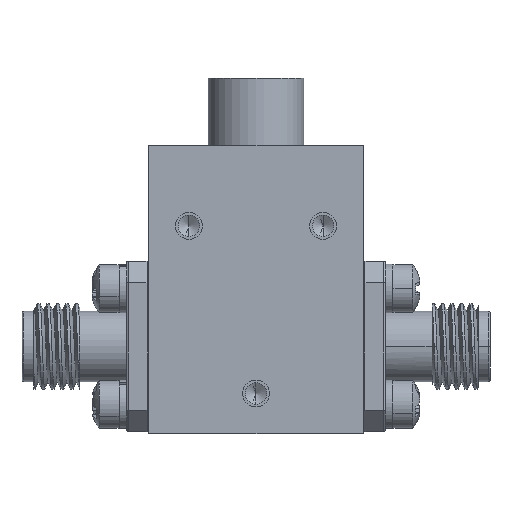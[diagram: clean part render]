
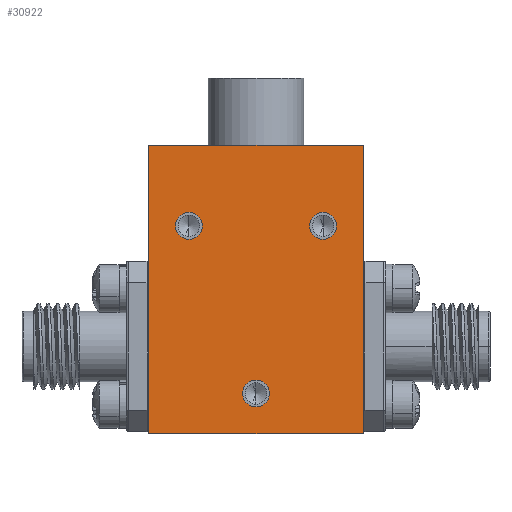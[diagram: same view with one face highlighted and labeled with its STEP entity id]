
A CAD part, front view. The second image highlights one B-rep face of the part: STEP entity #30922.
In plain terms, the highlighted planar face has unit normal (0, -1, 0).
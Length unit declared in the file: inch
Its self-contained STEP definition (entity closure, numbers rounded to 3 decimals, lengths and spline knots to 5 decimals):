
#1137 = DIRECTION ( 'NONE',  ( 0., -1., 0. ) ) ;
#1284 = VERTEX_POINT ( 'NONE', #21695 ) ;
#2203 = DIRECTION ( 'NONE',  ( 0., -1., 0. ) ) ;
#2247 = CIRCLE ( 'NONE', #4174, 0.03937 ) ;
#2364 = FACE_BOUND ( 'NONE', #19629, .T. ) ;
#2386 = EDGE_CURVE ( 'NONE', #8312, #30115, #24767, .T. ) ;
#2548 = CIRCLE ( 'NONE', #20919, 0.03937 ) ;
#2584 = CARTESIAN_POINT ( 'NONE',  ( -0.03737, -0.21877, -0.81824 ) ) ;
#2590 = EDGE_LOOP ( 'NONE', ( #8678, #14521 ) ) ;
#2848 = CARTESIAN_POINT ( 'NONE',  ( -0.66737, -0.21877, 0.02776 ) ) ;
#3239 = LINE ( 'NONE', #12939, #20240 ) ;
#3508 = ORIENTED_EDGE ( 'NONE', *, *, #10891, .F. ) ;
#4174 = AXIS2_PLACEMENT_3D ( 'NONE', #12112, #26796, #11780 ) ;
#4361 = VERTEX_POINT ( 'NONE', #14009 ) ;
#4952 = CIRCLE ( 'NONE', #22285, 0.03937 ) ;
#5027 = EDGE_CURVE ( 'NONE', #31139, #1284, #27453, .T. ) ;
#5235 = DIRECTION ( 'NONE',  ( 1., 0., 0. ) ) ;
#5259 = CARTESIAN_POINT ( 'NONE',  ( -0.54937, -0.21877, -0.24761 ) ) ;
#5675 = LINE ( 'NONE', #27574, #11508 ) ;
#7022 = DIRECTION ( 'NONE',  ( 0., -1., 0. ) ) ;
#7212 = CARTESIAN_POINT ( 'NONE',  ( -0.66737, -0.21877, 0.02776 ) ) ;
#8232 = AXIS2_PLACEMENT_3D ( 'NONE', #2848, #2203, #10722 ) ;
#8312 = VERTEX_POINT ( 'NONE', #8663 ) ;
#8433 = EDGE_CURVE ( 'NONE', #14756, #13671, #2548, .T. ) ;
#8484 = DIRECTION ( 'NONE',  ( 0., 0., -1. ) ) ;
#8531 = AXIS2_PLACEMENT_3D ( 'NONE', #29440, #19552, #29606 ) ;
#8663 = CARTESIAN_POINT ( 'NONE',  ( -0.35237, -0.21877, -0.73961 ) ) ;
#8678 = ORIENTED_EDGE ( 'NONE', *, *, #8433, .F. ) ;
#9330 = CARTESIAN_POINT ( 'NONE',  ( -0.54937, -0.21877, -0.20824 ) ) ;
#9433 = ORIENTED_EDGE ( 'NONE', *, *, #2386, .F. ) ;
#9932 = FACE_BOUND ( 'NONE', #15194, .T. ) ;
#10431 = DIRECTION ( 'NONE',  ( 0., -1., 0. ) ) ;
#10722 = DIRECTION ( 'NONE',  ( 0., 0., -1. ) ) ;
#10891 = EDGE_CURVE ( 'NONE', #1284, #15216, #3239, .T. ) ;
#11254 = VERTEX_POINT ( 'NONE', #19663 ) ;
#11508 = VECTOR ( 'NONE', #27740, 39.37008 ) ;
#11780 = DIRECTION ( 'NONE',  ( 0., 0., -1. ) ) ;
#11973 = ORIENTED_EDGE ( 'NONE', *, *, #12675, .F. ) ;
#12112 = CARTESIAN_POINT ( 'NONE',  ( -0.15537, -0.21877, -0.20824 ) ) ;
#12385 = FACE_BOUND ( 'NONE', #2590, .T. ) ;
#12412 = EDGE_CURVE ( 'NONE', #13671, #14756, #12733, .T. ) ;
#12675 = EDGE_CURVE ( 'NONE', #11254, #4361, #2247, .T. ) ;
#12719 = DIRECTION ( 'NONE',  ( 0., 0., -1. ) ) ;
#12733 = CIRCLE ( 'NONE', #8531, 0.03937 ) ;
#12794 = EDGE_CURVE ( 'NONE', #30115, #8312, #30066, .T. ) ;
#12939 = CARTESIAN_POINT ( 'NONE',  ( -0.03737, -0.21877, 0.02776 ) ) ;
#13220 = ORIENTED_EDGE ( 'NONE', *, *, #5027, .F. ) ;
#13671 = VERTEX_POINT ( 'NONE', #30263 ) ;
#14009 = CARTESIAN_POINT ( 'NONE',  ( -0.15537, -0.21877, -0.24761 ) ) ;
#14384 = DIRECTION ( 'NONE',  ( 0., -1., 0. ) ) ;
#14521 = ORIENTED_EDGE ( 'NONE', *, *, #12412, .F. ) ;
#14551 = DIRECTION ( 'NONE',  ( 0., 0., -1. ) ) ;
#14756 = VERTEX_POINT ( 'NONE', #5259 ) ;
#15194 = EDGE_LOOP ( 'NONE', ( #15333, #11973 ) ) ;
#15216 = VERTEX_POINT ( 'NONE', #2584 ) ;
#15333 = ORIENTED_EDGE ( 'NONE', *, *, #15700, .F. ) ;
#15700 = EDGE_CURVE ( 'NONE', #4361, #11254, #4952, .T. ) ;
#15831 = AXIS2_PLACEMENT_3D ( 'NONE', #26946, #14384, #14551 ) ;
#16245 = DIRECTION ( 'NONE',  ( 0., 0., -1. ) ) ;
#17493 = CARTESIAN_POINT ( 'NONE',  ( -0.35237, -0.21877, -0.66087 ) ) ;
#17566 = EDGE_LOOP ( 'NONE', ( #21027, #26902, #3508, #13220 ) ) ;
#17659 = ORIENTED_EDGE ( 'NONE', *, *, #12794, .F. ) ;
#18173 = EDGE_CURVE ( 'NONE', #22577, #31139, #25646, .T. ) ;
#18830 = DIRECTION ( 'NONE',  ( 0., 0., 1. ) ) ;
#19552 = DIRECTION ( 'NONE',  ( 0., -1., 0. ) ) ;
#19629 = EDGE_LOOP ( 'NONE', ( #9433, #17659 ) ) ;
#19663 = CARTESIAN_POINT ( 'NONE',  ( -0.15537, -0.21877, -0.16887 ) ) ;
#19674 = DIRECTION ( 'NONE',  ( 0., 0., -1. ) ) ;
#20240 = VECTOR ( 'NONE', #8484, 39.37008 ) ;
#20919 = AXIS2_PLACEMENT_3D ( 'NONE', #9330, #7022, #19674 ) ;
#21027 = ORIENTED_EDGE ( 'NONE', *, *, #18173, .F. ) ;
#21695 = CARTESIAN_POINT ( 'NONE',  ( -0.03737, -0.21877, 0.02776 ) ) ;
#22285 = AXIS2_PLACEMENT_3D ( 'NONE', #22950, #10431, #12719 ) ;
#22577 = VERTEX_POINT ( 'NONE', #22807 ) ;
#22607 = PLANE ( 'NONE',  #8232 ) ;
#22807 = CARTESIAN_POINT ( 'NONE',  ( -0.66737, -0.21877, -0.81824 ) ) ;
#22950 = CARTESIAN_POINT ( 'NONE',  ( -0.15537, -0.21877, -0.20824 ) ) ;
#23963 = EDGE_CURVE ( 'NONE', #15216, #22577, #5675, .T. ) ;
#24767 = CIRCLE ( 'NONE', #31056, 0.03937 ) ;
#25646 = LINE ( 'NONE', #28880, #31817 ) ;
#26796 = DIRECTION ( 'NONE',  ( 0., -1., 0. ) ) ;
#26902 = ORIENTED_EDGE ( 'NONE', *, *, #23963, .F. ) ;
#26946 = CARTESIAN_POINT ( 'NONE',  ( -0.35237, -0.21877, -0.70024 ) ) ;
#27453 = LINE ( 'NONE', #7212, #28564 ) ;
#27507 = CARTESIAN_POINT ( 'NONE',  ( -0.66737, -0.21877, 0.02776 ) ) ;
#27574 = CARTESIAN_POINT ( 'NONE',  ( -0.66737, -0.21877, -0.81824 ) ) ;
#27740 = DIRECTION ( 'NONE',  ( -1., 0., 0. ) ) ;
#27872 = FACE_OUTER_BOUND ( 'NONE', #17566, .T. ) ;
#28564 = VECTOR ( 'NONE', #5235, 39.37008 ) ;
#28880 = CARTESIAN_POINT ( 'NONE',  ( -0.66737, -0.21877, 0.02776 ) ) ;
#28942 = CARTESIAN_POINT ( 'NONE',  ( -0.35237, -0.21877, -0.70024 ) ) ;
#29440 = CARTESIAN_POINT ( 'NONE',  ( -0.54937, -0.21877, -0.20824 ) ) ;
#29606 = DIRECTION ( 'NONE',  ( 0., 0., -1. ) ) ;
#30066 = CIRCLE ( 'NONE', #15831, 0.03937 ) ;
#30115 = VERTEX_POINT ( 'NONE', #17493 ) ;
#30263 = CARTESIAN_POINT ( 'NONE',  ( -0.54937, -0.21877, -0.16887 ) ) ;
#30922 = ADVANCED_FACE ( 'NONE', ( #2364, #12385, #9932, #27872 ), #22607, .T. ) ;
#31056 = AXIS2_PLACEMENT_3D ( 'NONE', #28942, #1137, #16245 ) ;
#31139 = VERTEX_POINT ( 'NONE', #27507 ) ;
#31817 = VECTOR ( 'NONE', #18830, 39.37008 ) ;
